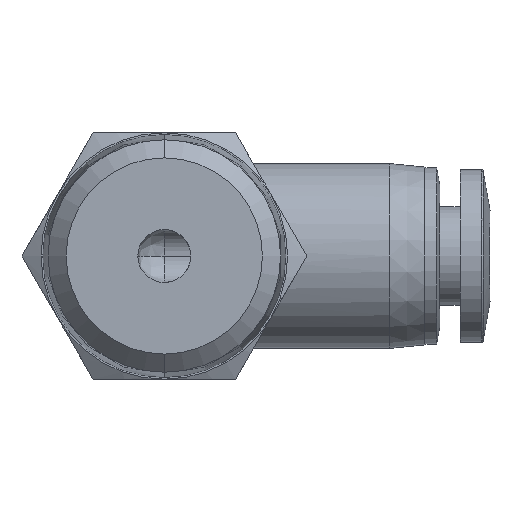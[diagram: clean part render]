
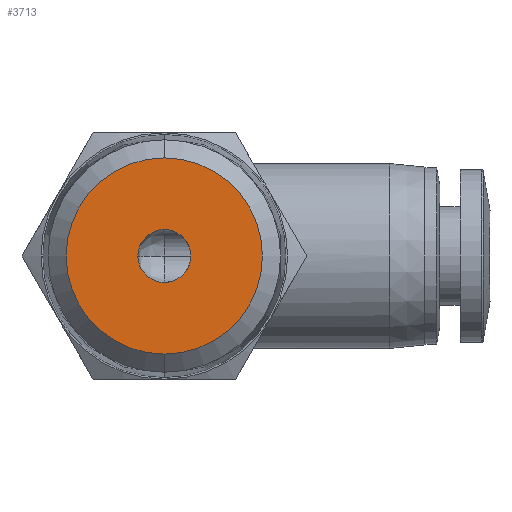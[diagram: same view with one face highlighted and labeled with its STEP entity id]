
A CAD part, front view. The second image highlights one B-rep face of the part: STEP entity #3713.
In plain terms, the highlighted planar face has unit normal (0, -1, 0).
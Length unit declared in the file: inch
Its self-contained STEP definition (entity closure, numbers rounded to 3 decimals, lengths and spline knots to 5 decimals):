
#267 = AXIS2_PLACEMENT_3D ( 'NONE', #2933, #1033, #3268 ) ;
#409 = VERTEX_POINT ( 'NONE', #2956 ) ;
#725 = EDGE_LOOP ( 'NONE', ( #2835, #2546 ) ) ;
#727 = CIRCLE ( 'NONE', #267, 0.05906 ) ;
#820 = ORIENTED_EDGE ( 'NONE', *, *, #3851, .F. ) ;
#853 = CIRCLE ( 'NONE', #2679, 0.21937 ) ;
#934 = AXIS2_PLACEMENT_3D ( 'NONE', #2180, #1561, #3138 ) ;
#1033 = DIRECTION ( 'NONE',  ( 0., 1., 0. ) ) ;
#1178 = EDGE_CURVE ( 'NONE', #3038, #2609, #2795, .T. ) ;
#1224 = DIRECTION ( 'NONE',  ( 0., 1., 0. ) ) ;
#1321 = CARTESIAN_POINT ( 'NONE',  ( 0., -1.02362, 0. ) ) ;
#1561 = DIRECTION ( 'NONE',  ( 0., 1., 0. ) ) ;
#1655 = DIRECTION ( 'NONE',  ( 0., 0., 1. ) ) ;
#1697 = CARTESIAN_POINT ( 'NONE',  ( 0., -1.02362, 0.21937 ) ) ;
#1875 = CARTESIAN_POINT ( 'NONE',  ( -0.10968, -1.02362, 0. ) ) ;
#1902 = AXIS2_PLACEMENT_3D ( 'NONE', #3128, #1224, #3474 ) ;
#1926 = CIRCLE ( 'NONE', #1902, 0.05906 ) ;
#2093 = FACE_BOUND ( 'NONE', #725, .T. ) ;
#2178 = DIRECTION ( 'NONE',  ( 0., 0., -1. ) ) ;
#2180 = CARTESIAN_POINT ( 'NONE',  ( 0., -1.02362, 0. ) ) ;
#2267 = CARTESIAN_POINT ( 'NONE',  ( 0., -1.02362, -0.05906 ) ) ;
#2417 = EDGE_CURVE ( 'NONE', #409, #2497, #727, .T. ) ;
#2497 = VERTEX_POINT ( 'NONE', #2267 ) ;
#2546 = ORIENTED_EDGE ( 'NONE', *, *, #2798, .T. ) ;
#2550 = AXIS2_PLACEMENT_3D ( 'NONE', #1875, #4135, #2178 ) ;
#2609 = VERTEX_POINT ( 'NONE', #1697 ) ;
#2679 = AXIS2_PLACEMENT_3D ( 'NONE', #1321, #3551, #1655 ) ;
#2795 = CIRCLE ( 'NONE', #934, 0.21937 ) ;
#2798 = EDGE_CURVE ( 'NONE', #2497, #409, #1926, .T. ) ;
#2835 = ORIENTED_EDGE ( 'NONE', *, *, #2417, .T. ) ;
#2915 = CARTESIAN_POINT ( 'NONE',  ( 0., -1.02362, -0.21937 ) ) ;
#2933 = CARTESIAN_POINT ( 'NONE',  ( 0., -1.02362, 0. ) ) ;
#2947 = EDGE_LOOP ( 'NONE', ( #820, #3126 ) ) ;
#2956 = CARTESIAN_POINT ( 'NONE',  ( 0., -1.02362, 0.05906 ) ) ;
#3038 = VERTEX_POINT ( 'NONE', #2915 ) ;
#3126 = ORIENTED_EDGE ( 'NONE', *, *, #1178, .F. ) ;
#3128 = CARTESIAN_POINT ( 'NONE',  ( 0., -1.02362, 0. ) ) ;
#3138 = DIRECTION ( 'NONE',  ( 0., 0., 1. ) ) ;
#3268 = DIRECTION ( 'NONE',  ( 0., 0., 1. ) ) ;
#3474 = DIRECTION ( 'NONE',  ( 0., 0., 1. ) ) ;
#3551 = DIRECTION ( 'NONE',  ( 0., 1., 0. ) ) ;
#3713 = ADVANCED_FACE ( 'NONE', ( #2093, #3714 ), #3787, .T. ) ;
#3714 = FACE_OUTER_BOUND ( 'NONE', #2947, .T. ) ;
#3787 = PLANE ( 'NONE',  #2550 ) ;
#3851 = EDGE_CURVE ( 'NONE', #2609, #3038, #853, .T. ) ;
#4135 = DIRECTION ( 'NONE',  ( 0., -1., 0. ) ) ;
